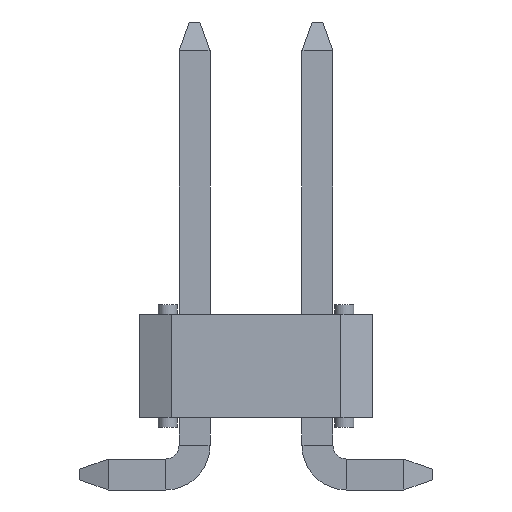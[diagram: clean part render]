
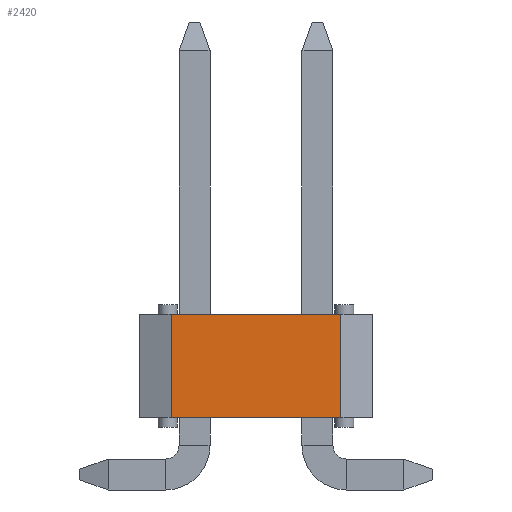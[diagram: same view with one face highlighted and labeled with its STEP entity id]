
A CAD part, left-side view. The second image highlights one B-rep face of the part: STEP entity #2420.
In plain terms, the highlighted planar face has unit normal (-1, 0, 0).
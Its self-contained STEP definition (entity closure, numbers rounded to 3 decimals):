
#125 = PLANE('',#126);
#126 = AXIS2_PLACEMENT_3D('',#127,#128,#129);
#127 = CARTESIAN_POINT('',(0.,0.,2.13));
#128 = DIRECTION('',(0.,0.,-1.));
#129 = DIRECTION('',(0.,-1.,0.));
#363 = VERTEX_POINT('',#364);
#364 = CARTESIAN_POINT('',(-3.81,-1.756,2.13));
#378 = PLANE('',#379);
#379 = AXIS2_PLACEMENT_3D('',#380,#381,#382);
#380 = CARTESIAN_POINT('',(-3.507,-2.41,0.));
#381 = DIRECTION('',(-0.907,-0.421,0.
    ));
#382 = DIRECTION('',(-0.421,0.907,0.));
#390 = EDGE_CURVE('',#363,#391,#393,.T.);
#391 = VERTEX_POINT('',#392);
#392 = CARTESIAN_POINT('',(-3.81,1.756,2.13));
#393 = SURFACE_CURVE('',#394,(#398,#405),.PCURVE_S1.);
#394 = LINE('',#395,#396);
#395 = CARTESIAN_POINT('',(-3.81,-1.756,2.13));
#396 = VECTOR('',#397,1.);
#397 = DIRECTION('',(0.,1.,0.));
#398 = PCURVE('',#125,#399);
#399 = DEFINITIONAL_REPRESENTATION('',(#400),#404);
#400 = LINE('',#401,#402);
#401 = CARTESIAN_POINT('',(1.756,3.81));
#402 = VECTOR('',#403,1.);
#403 = DIRECTION('',(-1.,0.));
#404 = ( GEOMETRIC_REPRESENTATION_CONTEXT(2) 
PARAMETRIC_REPRESENTATION_CONTEXT() REPRESENTATION_CONTEXT('2D SPACE',''
  ) );
#405 = PCURVE('',#406,#411);
#406 = PLANE('',#407);
#407 = AXIS2_PLACEMENT_3D('',#408,#409,#410);
#408 = CARTESIAN_POINT('',(-3.81,-1.756,0.));
#409 = DIRECTION('',(-1.,0.,0.));
#410 = DIRECTION('',(0.,1.,0.));
#411 = DEFINITIONAL_REPRESENTATION('',(#412),#416);
#412 = LINE('',#413,#414);
#413 = CARTESIAN_POINT('',(0.,-2.13));
#414 = VECTOR('',#415,1.);
#415 = DIRECTION('',(1.,0.));
#416 = ( GEOMETRIC_REPRESENTATION_CONTEXT(2) 
PARAMETRIC_REPRESENTATION_CONTEXT() REPRESENTATION_CONTEXT('2D SPACE',''
  ) );
#434 = PLANE('',#435);
#435 = AXIS2_PLACEMENT_3D('',#436,#437,#438);
#436 = CARTESIAN_POINT('',(-3.81,1.756,0.));
#437 = DIRECTION('',(-0.907,0.421,0.)
  );
#438 = DIRECTION('',(0.421,0.907,0.));
#1870 = PLANE('',#1871);
#1871 = AXIS2_PLACEMENT_3D('',#1872,#1873,#1874);
#1872 = CARTESIAN_POINT('',(0.,0.,0.));
#1873 = DIRECTION('',(0.,0.,-1.));
#1874 = DIRECTION('',(0.,-1.,0.));
#2328 = EDGE_CURVE('',#2329,#363,#2331,.T.);
#2329 = VERTEX_POINT('',#2330);
#2330 = CARTESIAN_POINT('',(-3.81,-1.756,0.));
#2331 = SURFACE_CURVE('',#2332,(#2336,#2343),.PCURVE_S1.);
#2332 = LINE('',#2333,#2334);
#2333 = CARTESIAN_POINT('',(-3.81,-1.756,0.));
#2334 = VECTOR('',#2335,1.);
#2335 = DIRECTION('',(0.,0.,1.));
#2336 = PCURVE('',#378,#2337);
#2337 = DEFINITIONAL_REPRESENTATION('',(#2338),#2342);
#2338 = LINE('',#2339,#2340);
#2339 = CARTESIAN_POINT('',(0.72,0.));
#2340 = VECTOR('',#2341,1.);
#2341 = DIRECTION('',(0.,-1.));
#2342 = ( GEOMETRIC_REPRESENTATION_CONTEXT(2) 
PARAMETRIC_REPRESENTATION_CONTEXT() REPRESENTATION_CONTEXT('2D SPACE',''
  ) );
#2343 = PCURVE('',#406,#2344);
#2344 = DEFINITIONAL_REPRESENTATION('',(#2345),#2349);
#2345 = LINE('',#2346,#2347);
#2346 = CARTESIAN_POINT('',(0.,0.));
#2347 = VECTOR('',#2348,1.);
#2348 = DIRECTION('',(0.,-1.));
#2349 = ( GEOMETRIC_REPRESENTATION_CONTEXT(2) 
PARAMETRIC_REPRESENTATION_CONTEXT() REPRESENTATION_CONTEXT('2D SPACE',''
  ) );
#2420 = ADVANCED_FACE('',(#2421),#406,.T.);
#2421 = FACE_BOUND('',#2422,.T.);
#2422 = EDGE_LOOP('',(#2423,#2424,#2425,#2448));
#2423 = ORIENTED_EDGE('',*,*,#2328,.T.);
#2424 = ORIENTED_EDGE('',*,*,#390,.T.);
#2425 = ORIENTED_EDGE('',*,*,#2426,.F.);
#2426 = EDGE_CURVE('',#2427,#391,#2429,.T.);
#2427 = VERTEX_POINT('',#2428);
#2428 = CARTESIAN_POINT('',(-3.81,1.756,0.));
#2429 = SURFACE_CURVE('',#2430,(#2434,#2441),.PCURVE_S1.);
#2430 = LINE('',#2431,#2432);
#2431 = CARTESIAN_POINT('',(-3.81,1.756,0.));
#2432 = VECTOR('',#2433,1.);
#2433 = DIRECTION('',(0.,0.,1.));
#2434 = PCURVE('',#406,#2435);
#2435 = DEFINITIONAL_REPRESENTATION('',(#2436),#2440);
#2436 = LINE('',#2437,#2438);
#2437 = CARTESIAN_POINT('',(3.513,0.));
#2438 = VECTOR('',#2439,1.);
#2439 = DIRECTION('',(0.,-1.));
#2440 = ( GEOMETRIC_REPRESENTATION_CONTEXT(2) 
PARAMETRIC_REPRESENTATION_CONTEXT() REPRESENTATION_CONTEXT('2D SPACE',''
  ) );
#2441 = PCURVE('',#434,#2442);
#2442 = DEFINITIONAL_REPRESENTATION('',(#2443),#2447);
#2443 = LINE('',#2444,#2445);
#2444 = CARTESIAN_POINT('',(0.,0.));
#2445 = VECTOR('',#2446,1.);
#2446 = DIRECTION('',(0.,-1.));
#2447 = ( GEOMETRIC_REPRESENTATION_CONTEXT(2) 
PARAMETRIC_REPRESENTATION_CONTEXT() REPRESENTATION_CONTEXT('2D SPACE',''
  ) );
#2448 = ORIENTED_EDGE('',*,*,#2449,.F.);
#2449 = EDGE_CURVE('',#2329,#2427,#2450,.T.);
#2450 = SURFACE_CURVE('',#2451,(#2455,#2462),.PCURVE_S1.);
#2451 = LINE('',#2452,#2453);
#2452 = CARTESIAN_POINT('',(-3.81,-1.756,0.));
#2453 = VECTOR('',#2454,1.);
#2454 = DIRECTION('',(0.,1.,0.));
#2455 = PCURVE('',#406,#2456);
#2456 = DEFINITIONAL_REPRESENTATION('',(#2457),#2461);
#2457 = LINE('',#2458,#2459);
#2458 = CARTESIAN_POINT('',(0.,0.));
#2459 = VECTOR('',#2460,1.);
#2460 = DIRECTION('',(1.,0.));
#2461 = ( GEOMETRIC_REPRESENTATION_CONTEXT(2) 
PARAMETRIC_REPRESENTATION_CONTEXT() REPRESENTATION_CONTEXT('2D SPACE',''
  ) );
#2462 = PCURVE('',#1870,#2463);
#2463 = DEFINITIONAL_REPRESENTATION('',(#2464),#2468);
#2464 = LINE('',#2465,#2466);
#2465 = CARTESIAN_POINT('',(1.756,3.81));
#2466 = VECTOR('',#2467,1.);
#2467 = DIRECTION('',(-1.,0.));
#2468 = ( GEOMETRIC_REPRESENTATION_CONTEXT(2) 
PARAMETRIC_REPRESENTATION_CONTEXT() REPRESENTATION_CONTEXT('2D SPACE',''
  ) );
